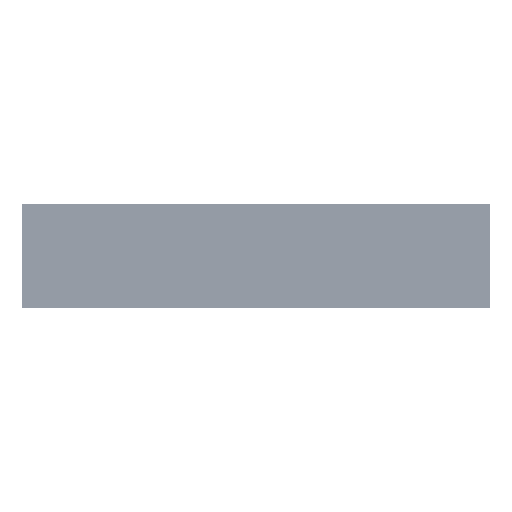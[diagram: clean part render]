
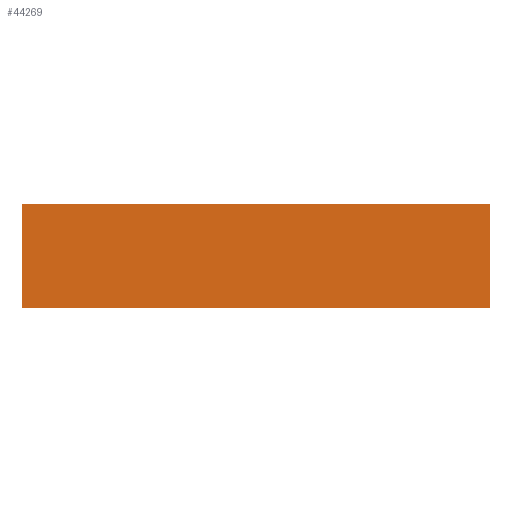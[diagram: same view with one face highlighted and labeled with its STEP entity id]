
A CAD part, left-side view. The second image highlights one B-rep face of the part: STEP entity #44269.
In plain terms, the highlighted planar face has unit normal (-1, 0, 0).
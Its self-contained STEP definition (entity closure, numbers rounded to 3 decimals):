
#514 = CARTESIAN_POINT ( 'NONE',  ( -750., 450., 200. ) ) ;
#5219 = LINE ( 'NONE', #145356, #91442 ) ;
#6486 = AXIS2_PLACEMENT_3D ( 'NONE', #23517, #124871, #57466 ) ;
#13536 = VECTOR ( 'NONE', #89877, 1000. ) ;
#15022 = CARTESIAN_POINT ( 'NONE',  ( -750., 450., 0. ) ) ;
#15112 = ORIENTED_EDGE ( 'NONE', *, *, #123085, .F. ) ;
#22544 = CARTESIAN_POINT ( 'NONE',  ( -750., 450., 0. ) ) ;
#23517 = CARTESIAN_POINT ( 'NONE',  ( -750., 450., 200. ) ) ;
#23843 = ORIENTED_EDGE ( 'NONE', *, *, #64638, .T. ) ;
#25385 = VECTOR ( 'NONE', #34446, 1000. ) ;
#33247 = CARTESIAN_POINT ( 'NONE',  ( -750., -450., 200. ) ) ;
#34446 = DIRECTION ( 'NONE',  ( 0., 0., -1. ) ) ;
#40940 = EDGE_CURVE ( 'NONE', #58366, #90706, #5219, .T. ) ;
#44269 = ADVANCED_FACE ( 'NONE', ( #115244 ), #112575, .F. ) ;
#55341 = LINE ( 'NONE', #514, #25385 ) ;
#57466 = DIRECTION ( 'NONE',  ( 0., 1., 0. ) ) ;
#58366 = VERTEX_POINT ( 'NONE', #123333 ) ;
#60334 = CARTESIAN_POINT ( 'NONE',  ( -750., -450., 0. ) ) ;
#64638 = EDGE_CURVE ( 'NONE', #134603, #121332, #103303, .T. ) ;
#66332 = EDGE_CURVE ( 'NONE', #58366, #134603, #55341, .T. ) ;
#72387 = VECTOR ( 'NONE', #92437, 1000. ) ;
#77892 = DIRECTION ( 'NONE',  ( 0., -1., 0. ) ) ;
#81156 = CARTESIAN_POINT ( 'NONE',  ( -750., -450., 200. ) ) ;
#89877 = DIRECTION ( 'NONE',  ( 0., -1., 0. ) ) ;
#90706 = VERTEX_POINT ( 'NONE', #33247 ) ;
#91442 = VECTOR ( 'NONE', #77892, 1000. ) ;
#92437 = DIRECTION ( 'NONE',  ( 0., 0., -1. ) ) ;
#96764 = EDGE_LOOP ( 'NONE', ( #23843, #15112, #121578, #118926 ) ) ;
#103303 = LINE ( 'NONE', #22544, #13536 ) ;
#112575 = PLANE ( 'NONE',  #6486 ) ;
#115244 = FACE_OUTER_BOUND ( 'NONE', #96764, .T. ) ;
#118926 = ORIENTED_EDGE ( 'NONE', *, *, #66332, .T. ) ;
#121332 = VERTEX_POINT ( 'NONE', #60334 ) ;
#121578 = ORIENTED_EDGE ( 'NONE', *, *, #40940, .F. ) ;
#123085 = EDGE_CURVE ( 'NONE', #90706, #121332, #135846, .T. ) ;
#123333 = CARTESIAN_POINT ( 'NONE',  ( -750., 450., 200. ) ) ;
#124871 = DIRECTION ( 'NONE',  ( 1., 0., 0. ) ) ;
#134603 = VERTEX_POINT ( 'NONE', #15022 ) ;
#135846 = LINE ( 'NONE', #81156, #72387 ) ;
#145356 = CARTESIAN_POINT ( 'NONE',  ( -750., 450., 200. ) ) ;
